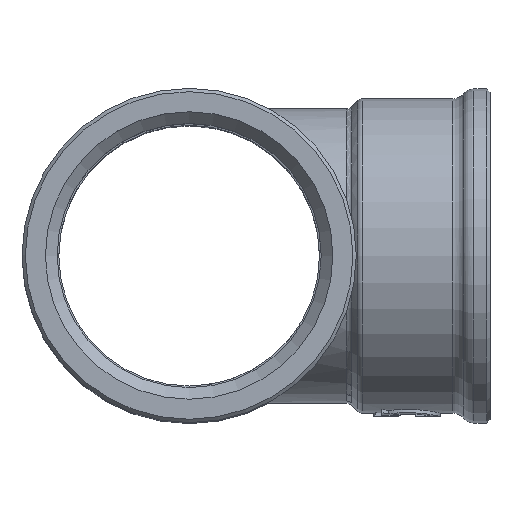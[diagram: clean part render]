
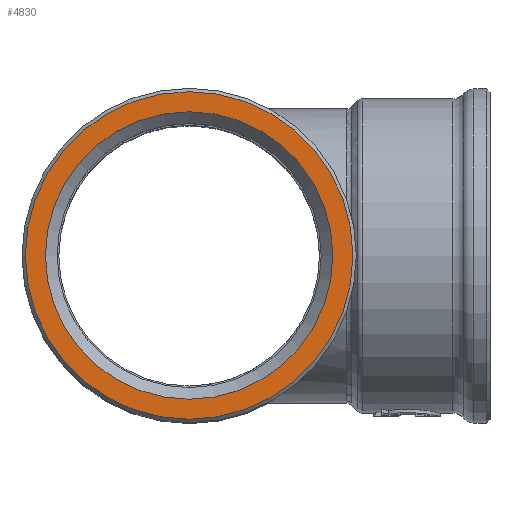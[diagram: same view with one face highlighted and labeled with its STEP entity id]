
A CAD part, top view. The second image highlights one B-rep face of the part: STEP entity #4830.
In plain terms, the highlighted planar face has unit normal (0, 0, 1).
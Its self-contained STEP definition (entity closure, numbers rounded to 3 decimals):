
#121=PLANE('',#5152);
#827=FACE_BOUND('',#1611,.T.);
#866=CIRCLE('',#4900,21.5);
#975=CIRCLE('',#5149,24.5);
#1269=FACE_OUTER_BOUND('',#1610,.T.);
#1610=EDGE_LOOP('',(#4421));
#1611=EDGE_LOOP('',(#4422));
#1942=VERTEX_POINT('',#6485);
#2339=VERTEX_POINT('',#11265);
#2425=EDGE_CURVE('',#1942,#1942,#866,.T.);
#3035=EDGE_CURVE('',#2339,#2339,#975,.T.);
#4421=ORIENTED_EDGE('',*,*,#3035,.F.);
#4422=ORIENTED_EDGE('',*,*,#2425,.T.);
#4830=ADVANCED_FACE('',(#1269,#827),#121,.T.);
#4900=AXIS2_PLACEMENT_3D('',#6486,#5305,#5306);
#5149=AXIS2_PLACEMENT_3D('',#11266,#6088,#6089);
#5152=AXIS2_PLACEMENT_3D('',#11270,#6094,#6095);
#5305=DIRECTION('center_axis',(0.,0.,-1.));
#5306=DIRECTION('ref_axis',(-1.,0.,0.));
#6088=DIRECTION('center_axis',(0.,0.,-1.));
#6089=DIRECTION('ref_axis',(-1.,0.,0.));
#6094=DIRECTION('center_axis',(0.,0.,1.));
#6095=DIRECTION('ref_axis',(1.,0.,0.));
#6485=CARTESIAN_POINT('',(-21.5,0.,45.));
#6486=CARTESIAN_POINT('Origin',(0.,0.,45.));
#11265=CARTESIAN_POINT('',(24.5,0.,45.));
#11266=CARTESIAN_POINT('Origin',(0.,0.,45.));
#11270=CARTESIAN_POINT('Origin',(0.,0.,45.));
